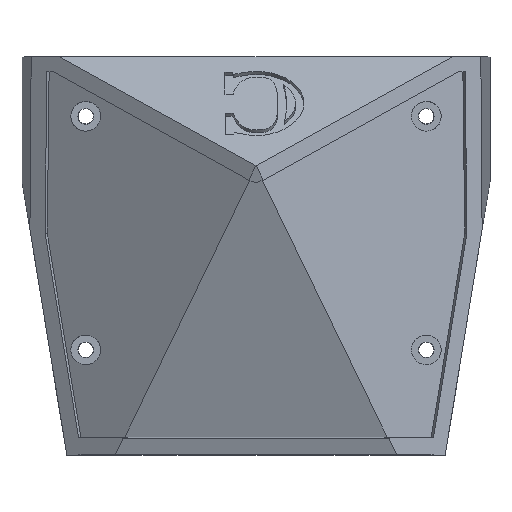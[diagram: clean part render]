
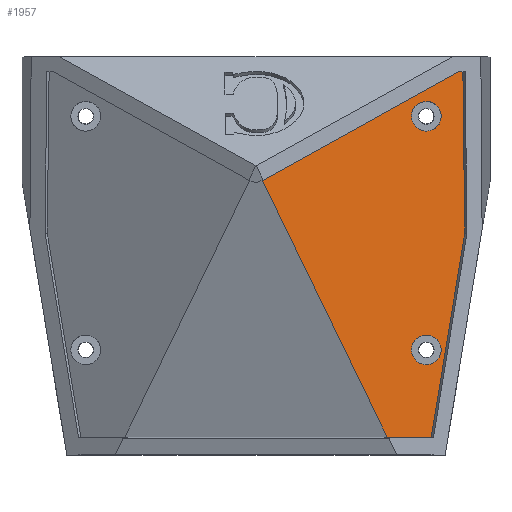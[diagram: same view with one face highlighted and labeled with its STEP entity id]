
A CAD part, top view. The second image highlights one B-rep face of the part: STEP entity #1957.
In plain terms, the highlighted planar face has unit normal (0.53, -0.048, 0.847).
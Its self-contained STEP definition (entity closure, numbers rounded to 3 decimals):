
#49=ELLIPSE('',#2001,2.067,1.75);
#50=ELLIPSE('',#2004,2.067,1.75);
#333=ORIENTED_EDGE('',*,*,#546,.T.);
#334=ORIENTED_EDGE('',*,*,#544,.T.);
#335=ORIENTED_EDGE('',*,*,#542,.F.);
#336=ORIENTED_EDGE('',*,*,#540,.T.);
#337=ORIENTED_EDGE('',*,*,#525,.T.);
#338=ORIENTED_EDGE('',*,*,#529,.F.);
#339=ORIENTED_EDGE('',*,*,#618,.F.);
#340=ORIENTED_EDGE('',*,*,#511,.T.);
#341=ORIENTED_EDGE('',*,*,#513,.T.);
#511=EDGE_CURVE('',#696,#696,#49,.F.);
#513=EDGE_CURVE('',#698,#698,#50,.F.);
#525=EDGE_CURVE('',#708,#707,#840,.T.);
#529=EDGE_CURVE('',#710,#707,#844,.T.);
#540=EDGE_CURVE('',#716,#708,#855,.T.);
#542=EDGE_CURVE('',#716,#717,#857,.T.);
#544=EDGE_CURVE('',#718,#717,#859,.T.);
#546=EDGE_CURVE('',#719,#718,#861,.T.);
#618=EDGE_CURVE('',#719,#710,#922,.T.);
#696=VERTEX_POINT('',#2551);
#698=VERTEX_POINT('',#2556);
#707=VERTEX_POINT('',#2581);
#708=VERTEX_POINT('',#2583);
#710=VERTEX_POINT('',#2589);
#716=VERTEX_POINT('',#2613);
#717=VERTEX_POINT('',#2617);
#718=VERTEX_POINT('',#2621);
#719=VERTEX_POINT('',#2625);
#840=LINE('',#2582,#999);
#844=LINE('',#2590,#1003);
#855=LINE('',#2612,#1014);
#857=LINE('',#2616,#1016);
#859=LINE('',#2620,#1018);
#861=LINE('',#2624,#1020);
#922=LINE('',#2828,#1081);
#999=VECTOR('',#2185,1000.);
#1003=VECTOR('',#2191,1000.);
#1014=VECTOR('',#2214,1000.);
#1016=VECTOR('',#2218,1000.);
#1018=VECTOR('',#2222,1000.);
#1020=VECTOR('',#2226,1000.);
#1081=VECTOR('',#2353,1000.);
#1162=EDGE_LOOP('',(#333,#334,#335,#336,#337,#338,#339));
#1163=EDGE_LOOP('',(#340));
#1164=EDGE_LOOP('',(#341));
#1263=FACE_BOUND('',#1162,.T.);
#1264=FACE_BOUND('',#1163,.T.);
#1265=FACE_BOUND('',#1164,.T.);
#1347=PLANE('',#2057);
#1957=ADVANCED_FACE('',(#1263,#1264,#1265),#1347,.T.);
#2001=AXIS2_PLACEMENT_3D('',#2550,#2151,#2152);
#2004=AXIS2_PLACEMENT_3D('',#2555,#2157,#2158);
#2057=AXIS2_PLACEMENT_3D('',#2827,#2351,#2352);
#2151=DIRECTION('',(0.53,-0.048,0.847));
#2152=DIRECTION('',(0.843,-0.076,-0.532));
#2157=DIRECTION('',(0.53,-0.048,0.847));
#2158=DIRECTION('',(0.843,-0.076,-0.532));
#2185=DIRECTION('',(-0.776,-0.431,0.461));
#2191=DIRECTION('',(-0.416,0.856,0.308));
#2214=DIRECTION('',(-0.848,0.,0.531));
#2218=DIRECTION('',(0.011,-0.998,-0.063));
#2222=DIRECTION('',(0.162,0.986,-0.046));
#2226=DIRECTION('',(0.848,0.,-0.531));
#2351=DIRECTION('',(0.53,-0.048,0.847));
#2352=DIRECTION('',(-0.848,0.,0.531));
#2353=DIRECTION('',(0.838,0.185,-0.514));
#2550=CARTESIAN_POINT('',(20.05,15.08,12.187));
#2551=CARTESIAN_POINT('',(21.793,14.923,11.087));
#2555=CARTESIAN_POINT('',(20.05,-12.42,10.638));
#2556=CARTESIAN_POINT('',(21.793,-12.577,9.538));
#2581=CARTESIAN_POINT('',(0.696,7.626,23.882));
#2582=CARTESIAN_POINT('',(12.869,14.389,16.643));
#2583=CARTESIAN_POINT('',(23.61,20.356,10.255));
#2589=CARTESIAN_POINT('',(15.427,-22.684,12.954));
#2590=CARTESIAN_POINT('',(0.174,8.699,24.269));
#2612=CARTESIAN_POINT('',(23.773,20.356,10.153));
#2613=CARTESIAN_POINT('',(24.36,20.356,9.786));
#2616=CARTESIAN_POINT('',(24.848,-23.569,7.007));
#2617=CARTESIAN_POINT('',(24.571,1.343,8.583));
#2620=CARTESIAN_POINT('',(22.447,-11.615,9.183));
#2621=CARTESIAN_POINT('',(20.622,-22.748,9.699));
#2624=CARTESIAN_POINT('',(13.458,-22.748,14.183));
#2625=CARTESIAN_POINT('',(15.136,-22.748,13.133));
#2827=CARTESIAN_POINT('',(13.423,-24.147,14.127));
#2828=CARTESIAN_POINT('',(13.289,-23.157,14.266));
